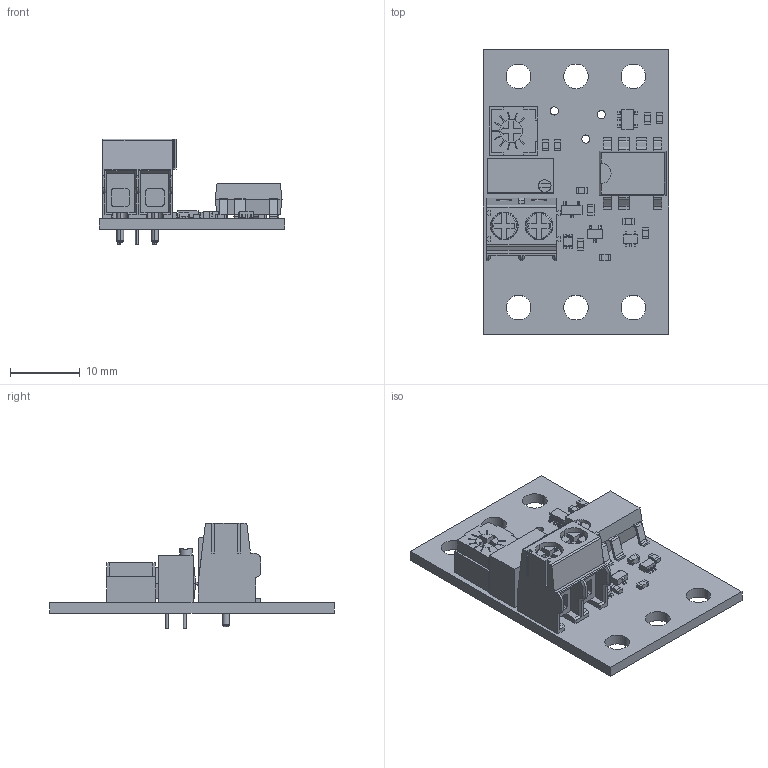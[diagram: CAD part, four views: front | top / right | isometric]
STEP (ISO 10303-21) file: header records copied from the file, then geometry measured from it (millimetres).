
FILE_DESCRIPTION (( 'STEP AP214' ), '1' );
FILE_NAME ('GSDA-AI-A.STEP', '2015-05-04T20:19:37', ( '' ), ( '' ), 'SwSTEP 2.0', 'SolidWorks 2014', '' );
FILE_SCHEMA (( 'AUTOMOTIVE_DESIGN' ));
Length unit declared in the file: inch
Products named in the file (33): GSDA-AI-A; Board; pt_1.5-2-5.0-h; TSMN2; P1; SOT323-5(SC70-5); U3; SMDDIP7; U1; 0603; R6; R5; R4; R3; RPOT-SQU-950X480X1100; R2; R1; SOT323(SC-70); Q1; SOT23; D2; LED200X125X80-RED; D1; 0603_CAP; C4; C3; C2; C1; SOT23-5; U2; R8; RPOT-SQR-300X254X483; R7
Assembly tree (40 placements, depth 4):
  GSDA-AI-A
    Board
    P1
      TSMN2
        pt_1.5-2-5.0-h
    U3
      SOT323-5(SC70-5)
    U1
      SMDDIP7
    R6
      0603
    R5
      0603
    R4
      0603
    R3
      0603
    R2
      RPOT-SQU-950X480X1100
    R1
      0603
    Q1
      SOT323(SC-70)
    D2
      SOT23
    D1
      LED200X125X80-RED
    C4
      0603_CAP
    C3
      0603_CAP
    C2
      0603_CAP
    C1
      0603_CAP
    U2
      SOT23-5
    R8
      0603
    R7
      RPOT-SQR-300X254X483
Bounding box: 26.67 x 40.89 x 15.21 mm (x, y, z)
Volume: 3208.1 mm3; surface area: 4333.9 mm2
Topology: 60 solids, 60 shells, 975 faces, 2404 edges, 1586 vertices
Faces by surface type: plane 716, cylinder 235, cone 12, torus 8, bspline 4
Entity records: 35386 total; most frequent: CARTESIAN_POINT 4862, DIRECTION 4384, ORIENTED_EDGE 4232, EDGE_CURVE 2116, VECTOR 1568, LINE 1568, AXIS2_PLACEMENT_3D 1408, VERTEX_POINT 1394
